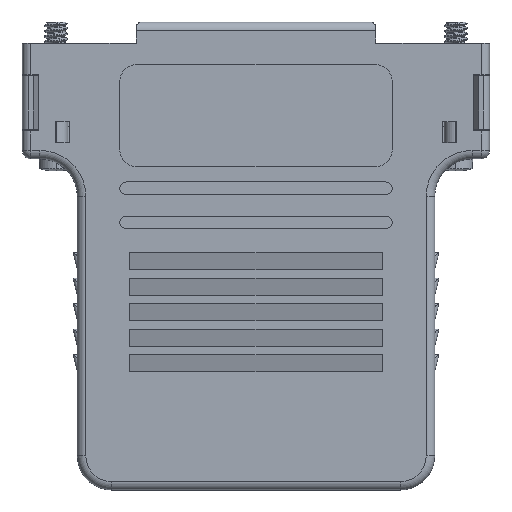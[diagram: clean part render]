
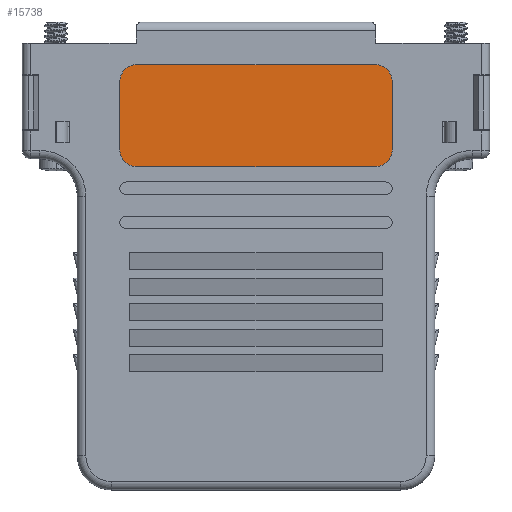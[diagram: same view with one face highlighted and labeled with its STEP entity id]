
A CAD part, front view. The second image highlights one B-rep face of the part: STEP entity #15738.
In plain terms, the highlighted planar face has unit normal (0, -1, 0).
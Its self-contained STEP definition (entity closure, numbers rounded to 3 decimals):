
#1582 = AXIS2_PLACEMENT_3D ( 'NONE', #6191, #15491, #29291 ) ;
#1919 = VECTOR ( 'NONE', #20668, 1000. ) ;
#3336 = CARTESIAN_POINT ( 'NONE',  ( 16., -13., -7. ) ) ;
#3439 = DIRECTION ( 'NONE',  ( 0., 0., 1. ) ) ;
#3514 = EDGE_CURVE ( 'NONE', #9558, #28944, #11403, .T. ) ;
#3684 = ORIENTED_EDGE ( 'NONE', *, *, #6253, .T. ) ;
#3891 = DIRECTION ( 'NONE',  ( 0., 0., 1. ) ) ;
#3897 = CARTESIAN_POINT ( 'NONE',  ( -14., -13., -7. ) ) ;
#3977 = DIRECTION ( 'NONE',  ( 0., -1., 0. ) ) ;
#4239 = PLANE ( 'NONE',  #1582 ) ;
#4416 = DIRECTION ( 'NONE',  ( -1., 0., 0. ) ) ;
#5427 = CARTESIAN_POINT ( 'NONE',  ( 14., -13., -15. ) ) ;
#6033 = CARTESIAN_POINT ( 'NONE',  ( -16., -13., -15. ) ) ;
#6191 = CARTESIAN_POINT ( 'NONE',  ( 14., -13., -7. ) ) ;
#6253 = EDGE_CURVE ( 'NONE', #22572, #16206, #22874, .T. ) ;
#6757 = AXIS2_PLACEMENT_3D ( 'NONE', #3897, #15137, #3439 ) ;
#6808 = CARTESIAN_POINT ( 'NONE',  ( 14., -13., -17. ) ) ;
#6937 = EDGE_CURVE ( 'NONE', #16206, #17378, #12693, .T. ) ;
#7002 = LINE ( 'NONE', #25438, #7401 ) ;
#7242 = CARTESIAN_POINT ( 'NONE',  ( -14., -13., -5. ) ) ;
#7401 = VECTOR ( 'NONE', #14028, 1000. ) ;
#7417 = AXIS2_PLACEMENT_3D ( 'NONE', #5427, #10521, #28226 ) ;
#7719 = VERTEX_POINT ( 'NONE', #7242 ) ;
#8582 = EDGE_CURVE ( 'NONE', #17378, #9558, #7002, .T. ) ;
#9402 = LINE ( 'NONE', #18562, #1919 ) ;
#9558 = VERTEX_POINT ( 'NONE', #3336 ) ;
#10521 = DIRECTION ( 'NONE',  ( 0., -1., 0. ) ) ;
#11403 = CIRCLE ( 'NONE', #27218, 2. ) ;
#11447 = ORIENTED_EDGE ( 'NONE', *, *, #19988, .T. ) ;
#12693 = CIRCLE ( 'NONE', #7417, 2. ) ;
#13013 = CARTESIAN_POINT ( 'NONE',  ( 14., -13., -7. ) ) ;
#13287 = CARTESIAN_POINT ( 'NONE',  ( -14., -13., -17. ) ) ;
#13308 = EDGE_CURVE ( 'NONE', #17759, #27542, #9402, .T. ) ;
#13468 = CARTESIAN_POINT ( 'NONE',  ( -16., -13., -7. ) ) ;
#13822 = CARTESIAN_POINT ( 'NONE',  ( 16., -13., -15. ) ) ;
#13930 = CIRCLE ( 'NONE', #6757, 2. ) ;
#14028 = DIRECTION ( 'NONE',  ( 0., 0., 1. ) ) ;
#14530 = VECTOR ( 'NONE', #20475, 1000. ) ;
#15137 = DIRECTION ( 'NONE',  ( 0., -1., 0. ) ) ;
#15491 = DIRECTION ( 'NONE',  ( 0., 1., 0. ) ) ;
#15738 = ADVANCED_FACE ( 'NONE', ( #27182 ), #4239, .F. ) ;
#16206 = VERTEX_POINT ( 'NONE', #6808 ) ;
#16418 = VECTOR ( 'NONE', #4416, 1000. ) ;
#16881 = ORIENTED_EDGE ( 'NONE', *, *, #22293, .T. ) ;
#17021 = CARTESIAN_POINT ( 'NONE',  ( 14., -13., -5. ) ) ;
#17378 = VERTEX_POINT ( 'NONE', #13822 ) ;
#17548 = ORIENTED_EDGE ( 'NONE', *, *, #8582, .T. ) ;
#17649 = CARTESIAN_POINT ( 'NONE',  ( -14., -13., -17. ) ) ;
#17759 = VERTEX_POINT ( 'NONE', #13468 ) ;
#18458 = ORIENTED_EDGE ( 'NONE', *, *, #13308, .T. ) ;
#18562 = CARTESIAN_POINT ( 'NONE',  ( -16., -13., -7. ) ) ;
#19988 = EDGE_CURVE ( 'NONE', #7719, #17759, #13930, .T. ) ;
#20018 = LINE ( 'NONE', #25101, #16418 ) ;
#20475 = DIRECTION ( 'NONE',  ( 1., 0., 0. ) ) ;
#20668 = DIRECTION ( 'NONE',  ( 0., 0., -1. ) ) ;
#21706 = AXIS2_PLACEMENT_3D ( 'NONE', #29035, #3977, #27210 ) ;
#22293 = EDGE_CURVE ( 'NONE', #28944, #7719, #20018, .T. ) ;
#22325 = EDGE_CURVE ( 'NONE', #27542, #22572, #23599, .T. ) ;
#22572 = VERTEX_POINT ( 'NONE', #13287 ) ;
#22874 = LINE ( 'NONE', #17649, #14530 ) ;
#23599 = CIRCLE ( 'NONE', #21706, 2. ) ;
#24230 = ORIENTED_EDGE ( 'NONE', *, *, #22325, .T. ) ;
#25101 = CARTESIAN_POINT ( 'NONE',  ( -14., -13., -5. ) ) ;
#25438 = CARTESIAN_POINT ( 'NONE',  ( 16., -13., -7. ) ) ;
#25487 = EDGE_LOOP ( 'NONE', ( #26213, #16881, #11447, #18458, #24230, #3684, #28514, #17548 ) ) ;
#26213 = ORIENTED_EDGE ( 'NONE', *, *, #3514, .T. ) ;
#27128 = DIRECTION ( 'NONE',  ( 0., -1., 0. ) ) ;
#27182 = FACE_OUTER_BOUND ( 'NONE', #25487, .T. ) ;
#27210 = DIRECTION ( 'NONE',  ( 0., 0., 1. ) ) ;
#27218 = AXIS2_PLACEMENT_3D ( 'NONE', #13013, #27128, #3891 ) ;
#27542 = VERTEX_POINT ( 'NONE', #6033 ) ;
#28226 = DIRECTION ( 'NONE',  ( 0., 0., 1. ) ) ;
#28514 = ORIENTED_EDGE ( 'NONE', *, *, #6937, .T. ) ;
#28944 = VERTEX_POINT ( 'NONE', #17021 ) ;
#29035 = CARTESIAN_POINT ( 'NONE',  ( -14., -13., -15. ) ) ;
#29291 = DIRECTION ( 'NONE',  ( 0., 0., 1. ) ) ;
